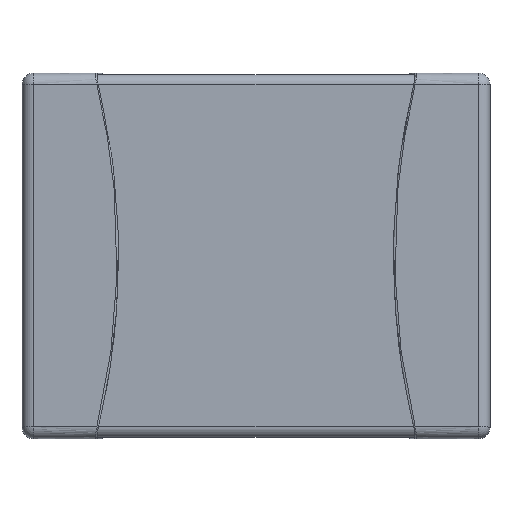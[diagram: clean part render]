
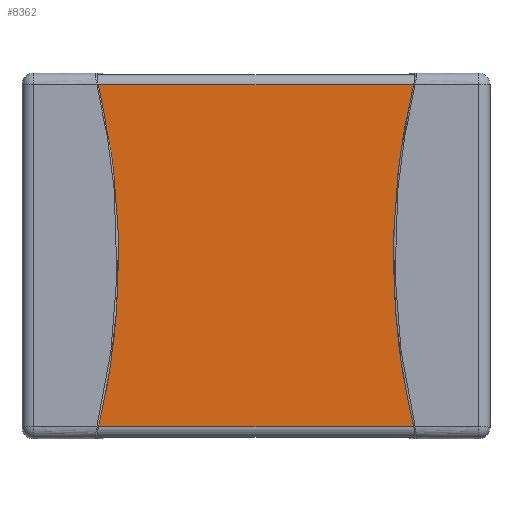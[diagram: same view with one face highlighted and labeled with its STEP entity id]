
A CAD part, top view. The second image highlights one B-rep face of the part: STEP entity #8362.
In plain terms, the highlighted planar face has unit normal (0, 0, 1).
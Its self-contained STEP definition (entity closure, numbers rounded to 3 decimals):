
#7787 = EDGE_CURVE('',#7788,#7790,#7792,.T.);
#7788 = VERTEX_POINT('',#7789);
#7789 = CARTESIAN_POINT('',(-1.5,-1.17,0.95));
#7790 = VERTEX_POINT('',#7791);
#7791 = CARTESIAN_POINT('',(1.5,-1.17,0.95));
#7792 = SURFACE_CURVE('',#7793,(#7797,#7809),.PCURVE_S1.);
#7793 = LINE('',#7794,#7795);
#7794 = CARTESIAN_POINT('',(-1.5,-1.17,0.95));
#7795 = VECTOR('',#7796,1.);
#7796 = DIRECTION('',(1.,0.,0.));
#7797 = PCURVE('',#7798,#7803);
#7798 = CYLINDRICAL_SURFACE('',#7799,0.07);
#7799 = AXIS2_PLACEMENT_3D('',#7800,#7801,#7802);
#7800 = CARTESIAN_POINT('',(-1.5,-1.17,0.88));
#7801 = DIRECTION('',(-1.,0.,0.));
#7802 = DIRECTION('',(0.,1.,0.));
#7803 = DEFINITIONAL_REPRESENTATION('',(#7804),#7808);
#7804 = LINE('',#7805,#7806);
#7805 = CARTESIAN_POINT('',(-1.571,0.));
#7806 = VECTOR('',#7807,1.);
#7807 = DIRECTION('',(-0.,-1.));
#7808 = ( GEOMETRIC_REPRESENTATION_CONTEXT(2) 
PARAMETRIC_REPRESENTATION_CONTEXT() REPRESENTATION_CONTEXT('2D SPACE',''
  ) );
#7809 = PCURVE('',#7810,#7815);
#7810 = PLANE('',#7811);
#7811 = AXIS2_PLACEMENT_3D('',#7812,#7813,#7814);
#7812 = CARTESIAN_POINT('',(-1.5,-1.17,0.95));
#7813 = DIRECTION('',(0.,0.,1.));
#7814 = DIRECTION('',(0.,1.,0.));
#7815 = DEFINITIONAL_REPRESENTATION('',(#7816),#7820);
#7816 = LINE('',#7817,#7818);
#7817 = CARTESIAN_POINT('',(0.,0.));
#7818 = VECTOR('',#7819,1.);
#7819 = DIRECTION('',(0.,-1.));
#7820 = ( GEOMETRIC_REPRESENTATION_CONTEXT(2) 
PARAMETRIC_REPRESENTATION_CONTEXT() REPRESENTATION_CONTEXT('2D SPACE',''
  ) );
#7839 = PLANE('',#7840);
#7840 = AXIS2_PLACEMENT_3D('',#7841,#7842,#7843);
#7841 = CARTESIAN_POINT('',(1.5,0.,0.485));
#7842 = DIRECTION('',(1.,0.,0.));
#7843 = DIRECTION('',(0.,0.,1.));
#7894 = PLANE('',#7895);
#7895 = AXIS2_PLACEMENT_3D('',#7896,#7897,#7898);
#7896 = CARTESIAN_POINT('',(-1.5,0.,0.485));
#7897 = DIRECTION('',(1.,0.,0.));
#7898 = DIRECTION('',(0.,0.,1.));
#8235 = CYLINDRICAL_SURFACE('',#8236,0.07);
#8236 = AXIS2_PLACEMENT_3D('',#8237,#8238,#8239);
#8237 = CARTESIAN_POINT('',(-1.5,1.17,0.88));
#8238 = DIRECTION('',(-1.,0.,0.));
#8239 = DIRECTION('',(0.,1.,0.));
#8295 = VERTEX_POINT('',#8296);
#8296 = CARTESIAN_POINT('',(1.5,1.17,0.95));
#8318 = EDGE_CURVE('',#8319,#8295,#8321,.T.);
#8319 = VERTEX_POINT('',#8320);
#8320 = CARTESIAN_POINT('',(-1.5,1.17,0.95));
#8321 = SURFACE_CURVE('',#8322,(#8326,#8333),.PCURVE_S1.);
#8322 = LINE('',#8323,#8324);
#8323 = CARTESIAN_POINT('',(-1.5,1.17,0.95));
#8324 = VECTOR('',#8325,1.);
#8325 = DIRECTION('',(1.,0.,0.));
#8326 = PCURVE('',#8235,#8327);
#8327 = DEFINITIONAL_REPRESENTATION('',(#8328),#8332);
#8328 = LINE('',#8329,#8330);
#8329 = CARTESIAN_POINT('',(-1.571,0.));
#8330 = VECTOR('',#8331,1.);
#8331 = DIRECTION('',(-0.,-1.));
#8332 = ( GEOMETRIC_REPRESENTATION_CONTEXT(2) 
PARAMETRIC_REPRESENTATION_CONTEXT() REPRESENTATION_CONTEXT('2D SPACE',''
  ) );
#8333 = PCURVE('',#7810,#8334);
#8334 = DEFINITIONAL_REPRESENTATION('',(#8335),#8339);
#8335 = LINE('',#8336,#8337);
#8336 = CARTESIAN_POINT('',(2.34,0.));
#8337 = VECTOR('',#8338,1.);
#8338 = DIRECTION('',(0.,-1.));
#8339 = ( GEOMETRIC_REPRESENTATION_CONTEXT(2) 
PARAMETRIC_REPRESENTATION_CONTEXT() REPRESENTATION_CONTEXT('2D SPACE',''
  ) );
#8362 = ADVANCED_FACE('',(#8363),#7810,.T.);
#8363 = FACE_BOUND('',#8364,.T.);
#8364 = EDGE_LOOP('',(#8365,#8366,#8387,#8388));
#8365 = ORIENTED_EDGE('',*,*,#7787,.T.);
#8366 = ORIENTED_EDGE('',*,*,#8367,.T.);
#8367 = EDGE_CURVE('',#7790,#8295,#8368,.T.);
#8368 = SURFACE_CURVE('',#8369,(#8373,#8380),.PCURVE_S1.);
#8369 = LINE('',#8370,#8371);
#8370 = CARTESIAN_POINT('',(1.5,-1.17,0.95));
#8371 = VECTOR('',#8372,1.);
#8372 = DIRECTION('',(0.,1.,0.));
#8373 = PCURVE('',#7810,#8374);
#8374 = DEFINITIONAL_REPRESENTATION('',(#8375),#8379);
#8375 = LINE('',#8376,#8377);
#8376 = CARTESIAN_POINT('',(0.,-3.));
#8377 = VECTOR('',#8378,1.);
#8378 = DIRECTION('',(1.,0.));
#8379 = ( GEOMETRIC_REPRESENTATION_CONTEXT(2) 
PARAMETRIC_REPRESENTATION_CONTEXT() REPRESENTATION_CONTEXT('2D SPACE',''
  ) );
#8380 = PCURVE('',#7839,#8381);
#8381 = DEFINITIONAL_REPRESENTATION('',(#8382),#8386);
#8382 = LINE('',#8383,#8384);
#8383 = CARTESIAN_POINT('',(0.465,1.17));
#8384 = VECTOR('',#8385,1.);
#8385 = DIRECTION('',(0.,-1.));
#8386 = ( GEOMETRIC_REPRESENTATION_CONTEXT(2) 
PARAMETRIC_REPRESENTATION_CONTEXT() REPRESENTATION_CONTEXT('2D SPACE',''
  ) );
#8387 = ORIENTED_EDGE('',*,*,#8318,.F.);
#8388 = ORIENTED_EDGE('',*,*,#8389,.F.);
#8389 = EDGE_CURVE('',#7788,#8319,#8390,.T.);
#8390 = SURFACE_CURVE('',#8391,(#8395,#8402),.PCURVE_S1.);
#8391 = LINE('',#8392,#8393);
#8392 = CARTESIAN_POINT('',(-1.5,-1.17,0.95));
#8393 = VECTOR('',#8394,1.);
#8394 = DIRECTION('',(0.,1.,0.));
#8395 = PCURVE('',#7810,#8396);
#8396 = DEFINITIONAL_REPRESENTATION('',(#8397),#8401);
#8397 = LINE('',#8398,#8399);
#8398 = CARTESIAN_POINT('',(0.,0.));
#8399 = VECTOR('',#8400,1.);
#8400 = DIRECTION('',(1.,0.));
#8401 = ( GEOMETRIC_REPRESENTATION_CONTEXT(2) 
PARAMETRIC_REPRESENTATION_CONTEXT() REPRESENTATION_CONTEXT('2D SPACE',''
  ) );
#8402 = PCURVE('',#7894,#8403);
#8403 = DEFINITIONAL_REPRESENTATION('',(#8404),#8408);
#8404 = LINE('',#8405,#8406);
#8405 = CARTESIAN_POINT('',(0.465,1.17));
#8406 = VECTOR('',#8407,1.);
#8407 = DIRECTION('',(0.,-1.));
#8408 = ( GEOMETRIC_REPRESENTATION_CONTEXT(2) 
PARAMETRIC_REPRESENTATION_CONTEXT() REPRESENTATION_CONTEXT('2D SPACE',''
  ) );
